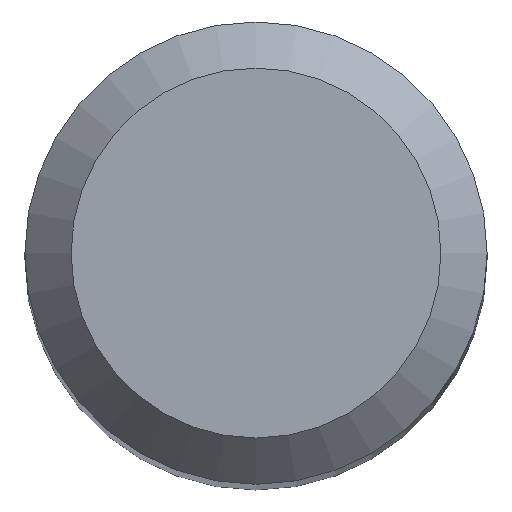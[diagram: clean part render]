
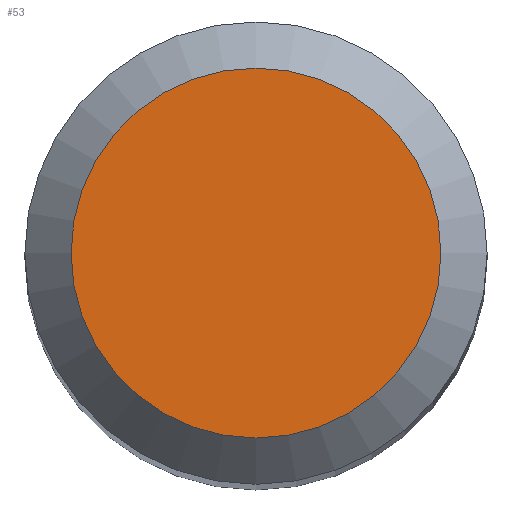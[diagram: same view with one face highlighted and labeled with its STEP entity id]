
A CAD part, top view. The second image highlights one B-rep face of the part: STEP entity #53.
In plain terms, the highlighted planar face has unit normal (0, 0, 1).
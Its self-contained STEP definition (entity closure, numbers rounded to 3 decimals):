
#9 = EDGE_LOOP ( 'NONE', ( #199 ) ) ;
#11 = CIRCLE ( 'NONE', #174, 1.6 ) ;
#20 = CARTESIAN_POINT ( 'NONE',  ( 0., 1.6, 38. ) ) ;
#34 = DIRECTION ( 'NONE',  ( 0., 0., 1. ) ) ;
#43 = VERTEX_POINT ( 'NONE', #20 ) ;
#53 = ADVANCED_FACE ( 'NONE', ( #212 ), #140, .T. ) ;
#58 = CARTESIAN_POINT ( 'NONE',  ( 0., 0., 38. ) ) ;
#121 = EDGE_CURVE ( 'NONE', #43, #43, #11, .T. ) ;
#140 = PLANE ( 'NONE',  #150 ) ;
#150 = AXIS2_PLACEMENT_3D ( 'NONE', #58, #34, #186 ) ;
#174 = AXIS2_PLACEMENT_3D ( 'NONE', #279, #211, #257 ) ;
#186 = DIRECTION ( 'NONE',  ( 0., -1., 0. ) ) ;
#199 = ORIENTED_EDGE ( 'NONE', *, *, #121, .F. ) ;
#211 = DIRECTION ( 'NONE',  ( 0., 0., -1. ) ) ;
#212 = FACE_OUTER_BOUND ( 'NONE', #9, .T. ) ;
#257 = DIRECTION ( 'NONE',  ( 0., 1., 0. ) ) ;
#279 = CARTESIAN_POINT ( 'NONE',  ( 0., 0., 38. ) ) ;
